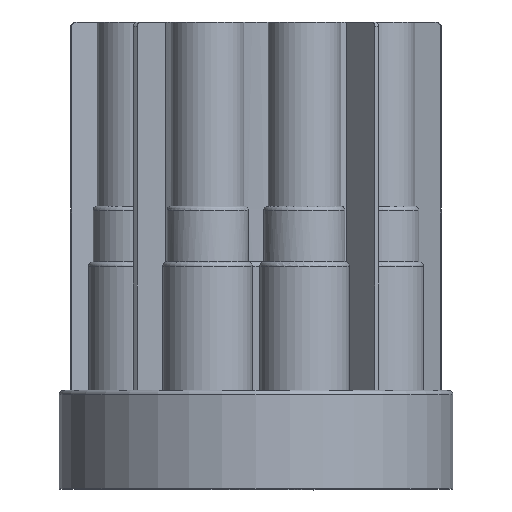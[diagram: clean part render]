
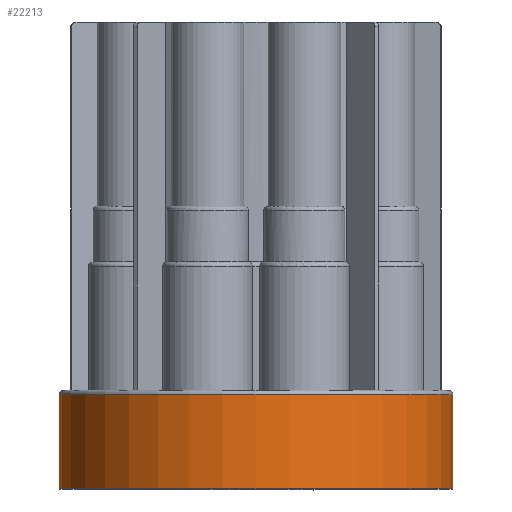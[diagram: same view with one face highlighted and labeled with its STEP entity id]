
A CAD part, top view. The second image highlights one B-rep face of the part: STEP entity #22213.
In plain terms, the highlighted cylindrical face has radius 23 mm (diameter 46 mm), a partial arc.
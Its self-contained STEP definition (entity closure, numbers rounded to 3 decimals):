
#1=DIRECTION('',(0.,1.,0.));
#2=VECTOR('',#1,11.);
#3=CARTESIAN_POINT('',(-23.,0.,0.));
#4=LINE('',#3,#2);
#5=DIRECTION('',(0.,-1.,0.));
#6=VECTOR('',#5,11.);
#7=CARTESIAN_POINT('',(23.,11.,0.));
#8=LINE('',#7,#6);
#9=CARTESIAN_POINT('',(0.,0.,0.));
#10=DIRECTION('',(0.,-1.,0.));
#11=DIRECTION('',(1.,0.,0.));
#12=AXIS2_PLACEMENT_3D('',#9,#10,#11);
#34=CARTESIAN_POINT('',(0.,11.,0.));
#35=DIRECTION('',(0.,-1.,0.));
#36=DIRECTION('',(1.,0.,0.));
#37=AXIS2_PLACEMENT_3D('',#34,#35,#36);
#17098=CARTESIAN_POINT('',(23.,0.,0.));
#17099=CARTESIAN_POINT('',(-23.,0.,0.));
#17100=VERTEX_POINT('',#17098);
#17101=VERTEX_POINT('',#17099);
#20673=CARTESIAN_POINT('',(-23.,11.,0.));
#20674=CARTESIAN_POINT('',(23.,11.,0.));
#20675=VERTEX_POINT('',#20673);
#20676=VERTEX_POINT('',#20674);
#22198=CARTESIAN_POINT('',(0.,8.925,0.));
#22199=DIRECTION('',(0.,-1.,0.));
#22200=DIRECTION('',(-1.,0.,0.));
#22201=AXIS2_PLACEMENT_3D('',#22198,#22199,#22200);
#22202=CYLINDRICAL_SURFACE('',#22201,23.);
#22204=ORIENTED_EDGE('',*,*,#22203,.T.);
#22206=ORIENTED_EDGE('',*,*,#22205,.F.);
#22208=ORIENTED_EDGE('',*,*,#22207,.T.);
#22210=ORIENTED_EDGE('',*,*,#22209,.T.);
#22211=EDGE_LOOP('',(#22204,#22206,#22208,#22210));
#22212=FACE_OUTER_BOUND('',#22211,.F.);
#22213=ADVANCED_FACE('',(#22212),#22202,.T.);
#13=CIRCLE('',#12,23.);
#38=CIRCLE('',#37,23.);
#22203=EDGE_CURVE('',#17101,#20675,#4,.T.);
#22205=EDGE_CURVE('',#20676,#20675,#38,.T.);
#22207=EDGE_CURVE('',#20676,#17100,#8,.T.);
#22209=EDGE_CURVE('',#17100,#17101,#13,.T.);
